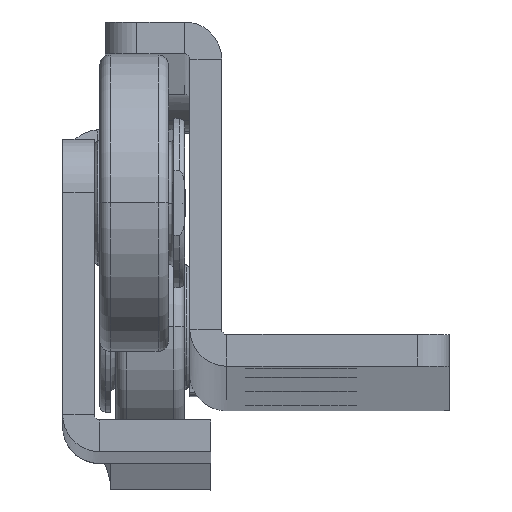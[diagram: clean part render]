
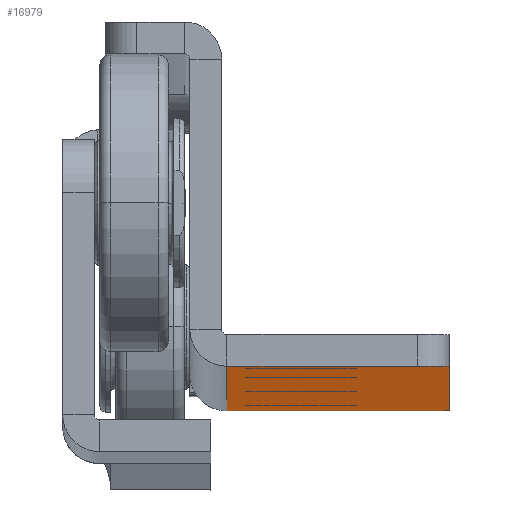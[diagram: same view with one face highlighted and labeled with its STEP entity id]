
A CAD part, top view. The second image highlights one B-rep face of the part: STEP entity #16979.
In plain terms, the highlighted face is planar.
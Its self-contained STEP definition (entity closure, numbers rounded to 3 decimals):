
#381 = DIRECTION ( 'NONE',  ( 0., 1., 0. ) ) ;
#562 = DIRECTION ( 'NONE',  ( -1., 0., 0. ) ) ;
#2693 = VERTEX_POINT ( 'NONE', #3761 ) ;
#3383 = DIRECTION ( 'NONE',  ( -1., 0., 0. ) ) ;
#3523 = EDGE_CURVE ( 'NONE', #27919, #18426, #15313, .T. ) ;
#3761 = CARTESIAN_POINT ( 'NONE',  ( 5.25, -9.5, 494. ) ) ;
#3811 = CARTESIAN_POINT ( 'NONE',  ( 5.25, -9.5, 622. ) ) ;
#3953 = VERTEX_POINT ( 'NONE', #42209 ) ;
#4311 = CARTESIAN_POINT ( 'NONE',  ( 24.486, -9.5, 647.314 ) ) ;
#4391 = DIRECTION ( 'NONE',  ( 0., -1., 0. ) ) ;
#5062 = ORIENTED_EDGE ( 'NONE', *, *, #20608, .T. ) ;
#5239 = VECTOR ( 'NONE', #34057, 1000. ) ;
#5244 = CARTESIAN_POINT ( 'NONE',  ( 10.5, -9.5, 110. ) ) ;
#5483 = ORIENTED_EDGE ( 'NONE', *, *, #52624, .T. ) ;
#6197 = CARTESIAN_POINT ( 'NONE',  ( 24.5, -9.5, 30. ) ) ;
#6663 = VERTEX_POINT ( 'NONE', #4311 ) ;
#7438 = CARTESIAN_POINT ( 'NONE',  ( 5.25, -9.5, 110. ) ) ;
#7550 = CARTESIAN_POINT ( 'NONE',  ( 24.5, -9.5, 647.182 ) ) ;
#8386 = VERTEX_POINT ( 'NONE', #9400 ) ;
#9348 = DIRECTION ( 'NONE',  ( -0.105, 0., 0.995 ) ) ;
#9400 = CARTESIAN_POINT ( 'NONE',  ( 15.75, -9.5, 494. ) ) ;
#9477 = DIRECTION ( 'NONE',  ( -1., 0., 0. ) ) ;
#9698 = DIRECTION ( 'NONE',  ( 0., 1., 0. ) ) ;
#10041 = EDGE_CURVE ( 'NONE', #12573, #22411, #48775, .T. ) ;
#11375 = ORIENTED_EDGE ( 'NONE', *, *, #10041, .T. ) ;
#12573 = VERTEX_POINT ( 'NONE', #7438 ) ;
#13884 = CARTESIAN_POINT ( 'NONE',  ( 19.702, -9.5, 30. ) ) ;
#13896 = DIRECTION ( 'NONE',  ( 0., 0., -1. ) ) ;
#13995 = CARTESIAN_POINT ( 'NONE',  ( 3.5, -9.5, 30. ) ) ;
#14154 = FACE_BOUND ( 'NONE', #44975, .T. ) ;
#14562 = AXIS2_PLACEMENT_3D ( 'NONE', #38498, #24743, #562 ) ;
#14605 = EDGE_CURVE ( 'NONE', #15615, #36332, #35392, .T. ) ;
#14882 = DIRECTION ( 'NONE',  ( 0., 1., 0. ) ) ;
#15313 = CIRCLE ( 'NONE', #44195, 5.25 ) ;
#15615 = VERTEX_POINT ( 'NONE', #13884 ) ;
#15789 = CARTESIAN_POINT ( 'NONE',  ( 21.502, -9.5, 650. ) ) ;
#16085 = DIRECTION ( 'NONE',  ( 0., 1., 0. ) ) ;
#16095 = EDGE_CURVE ( 'NONE', #8386, #2693, #29363, .T. ) ;
#16979 = ADVANCED_FACE ( 'NONE', ( #30509, #43471, #18316, #14154, #39873 ), #22767, .F. ) ;
#17400 = EDGE_LOOP ( 'NONE', ( #51188, #53923, #51141, #24866, #5483, #47869, #28221 ) ) ;
#17481 = ORIENTED_EDGE ( 'NONE', *, *, #49581, .T. ) ;
#18237 = EDGE_CURVE ( 'NONE', #18426, #27919, #41911, .T. ) ;
#18316 = FACE_BOUND ( 'NONE', #29327, .T. ) ;
#18426 = VERTEX_POINT ( 'NONE', #32623 ) ;
#18569 = DIRECTION ( 'NONE',  ( 0., 1., 0. ) ) ;
#18730 = LINE ( 'NONE', #6197, #53491 ) ;
#18759 = DIRECTION ( 'NONE',  ( -1., 0., 0. ) ) ;
#20608 = EDGE_CURVE ( 'NONE', #22411, #12573, #46027, .T. ) ;
#20904 = CARTESIAN_POINT ( 'NONE',  ( 5.25, -9.5, 302. ) ) ;
#20982 = EDGE_CURVE ( 'NONE', #46600, #36332, #21084, .T. ) ;
#21006 = EDGE_CURVE ( 'NONE', #3953, #37224, #29641, .T. ) ;
#21084 = LINE ( 'NONE', #42600, #5239 ) ;
#21356 = CARTESIAN_POINT ( 'NONE',  ( 24.5, -9.5, 650. ) ) ;
#21378 = AXIS2_PLACEMENT_3D ( 'NONE', #53720, #35750, #23069 ) ;
#21676 = DIRECTION ( 'NONE',  ( 0., 0., 1. ) ) ;
#22411 = VERTEX_POINT ( 'NONE', #40185 ) ;
#22767 = PLANE ( 'NONE',  #38249 ) ;
#22788 = DIRECTION ( 'NONE',  ( -1., 0., 0. ) ) ;
#23069 = DIRECTION ( 'NONE',  ( 0., 0., 1. ) ) ;
#23194 = DIRECTION ( 'NONE',  ( 1., 0., 0. ) ) ;
#23266 = CARTESIAN_POINT ( 'NONE',  ( 24.5, -9.5, 33.594 ) ) ;
#23938 = VECTOR ( 'NONE', #9348, 1000. ) ;
#24251 = EDGE_LOOP ( 'NONE', ( #43563, #30633 ) ) ;
#24743 = DIRECTION ( 'NONE',  ( 0., 1., 0. ) ) ;
#24866 = ORIENTED_EDGE ( 'NONE', *, *, #20982, .F. ) ;
#25272 = DIRECTION ( 'NONE',  ( 1., 0., 0. ) ) ;
#25367 = CARTESIAN_POINT ( 'NONE',  ( 10.5, -9.5, 622. ) ) ;
#25880 = AXIS2_PLACEMENT_3D ( 'NONE', #32034, #31483, #18759 ) ;
#26994 = DIRECTION ( 'NONE',  ( 0., 1., 0. ) ) ;
#27690 = DIRECTION ( 'NONE',  ( -1., 0., 0. ) ) ;
#27919 = VERTEX_POINT ( 'NONE', #20904 ) ;
#28221 = ORIENTED_EDGE ( 'NONE', *, *, #21006, .F. ) ;
#28991 = CIRCLE ( 'NONE', #33346, 5.25 ) ;
#29037 = ORIENTED_EDGE ( 'NONE', *, *, #3523, .T. ) ;
#29327 = EDGE_LOOP ( 'NONE', ( #33307, #29037 ) ) ;
#29363 = CIRCLE ( 'NONE', #36362, 5.25 ) ;
#29641 = LINE ( 'NONE', #21356, #52154 ) ;
#30065 = VERTEX_POINT ( 'NONE', #3811 ) ;
#30509 = FACE_BOUND ( 'NONE', #24251, .T. ) ;
#30633 = ORIENTED_EDGE ( 'NONE', *, *, #46573, .T. ) ;
#31081 = CIRCLE ( 'NONE', #51376, 5.25 ) ;
#31483 = DIRECTION ( 'NONE',  ( 0., 1., 0. ) ) ;
#31678 = LINE ( 'NONE', #36353, #38628 ) ;
#31881 = AXIS2_PLACEMENT_3D ( 'NONE', #5244, #9698, #42942 ) ;
#31964 = EDGE_CURVE ( 'NONE', #6663, #37224, #45153, .T. ) ;
#32034 = CARTESIAN_POINT ( 'NONE',  ( 10.5, -9.5, 110. ) ) ;
#32623 = CARTESIAN_POINT ( 'NONE',  ( 15.75, -9.5, 302. ) ) ;
#33065 = DIRECTION ( 'NONE',  ( 0., 1., 0. ) ) ;
#33307 = ORIENTED_EDGE ( 'NONE', *, *, #18237, .T. ) ;
#33346 = AXIS2_PLACEMENT_3D ( 'NONE', #53974, #16085, #53704 ) ;
#33529 = EDGE_LOOP ( 'NONE', ( #49449, #17481 ) ) ;
#34057 = DIRECTION ( 'NONE',  ( 0., 0., -1. ) ) ;
#34953 = VERTEX_POINT ( 'NONE', #52946 ) ;
#35392 = CIRCLE ( 'NONE', #42460, 5. ) ;
#35750 = DIRECTION ( 'NONE',  ( 0., -1., 0. ) ) ;
#36332 = VERTEX_POINT ( 'NONE', #23266 ) ;
#36353 = CARTESIAN_POINT ( 'NONE',  ( 3.5, -9.5, 650. ) ) ;
#36362 = AXIS2_PLACEMENT_3D ( 'NONE', #43668, #14882, #27690 ) ;
#37224 = VERTEX_POINT ( 'NONE', #15789 ) ;
#38249 = AXIS2_PLACEMENT_3D ( 'NONE', #47356, #18569, #13896 ) ;
#38498 = CARTESIAN_POINT ( 'NONE',  ( 10.5, -9.5, 302. ) ) ;
#38628 = VECTOR ( 'NONE', #53798, 1000. ) ;
#39016 = CIRCLE ( 'NONE', #49601, 5.25 ) ;
#39200 = EDGE_CURVE ( 'NONE', #51143, #3953, #31678, .T. ) ;
#39386 = CARTESIAN_POINT ( 'NONE',  ( 10.5, -9.5, 622. ) ) ;
#39873 = FACE_OUTER_BOUND ( 'NONE', #17400, .T. ) ;
#40185 = CARTESIAN_POINT ( 'NONE',  ( 15.75, -9.5, 110. ) ) ;
#41911 = CIRCLE ( 'NONE', #14562, 5.25 ) ;
#42209 = CARTESIAN_POINT ( 'NONE',  ( 3.5, -9.5, 650. ) ) ;
#42460 = AXIS2_PLACEMENT_3D ( 'NONE', #47590, #4391, #21676 ) ;
#42600 = CARTESIAN_POINT ( 'NONE',  ( 24.5, -9.5, 650. ) ) ;
#42942 = DIRECTION ( 'NONE',  ( -1., 0., 0. ) ) ;
#43471 = FACE_BOUND ( 'NONE', #33529, .T. ) ;
#43563 = ORIENTED_EDGE ( 'NONE', *, *, #46746, .T. ) ;
#43668 = CARTESIAN_POINT ( 'NONE',  ( 10.5, -9.5, 494. ) ) ;
#44195 = AXIS2_PLACEMENT_3D ( 'NONE', #48724, #26994, #22788 ) ;
#44975 = EDGE_LOOP ( 'NONE', ( #5062, #11375 ) ) ;
#45153 = CIRCLE ( 'NONE', #21378, 3. ) ;
#46027 = CIRCLE ( 'NONE', #31881, 5.25 ) ;
#46573 = EDGE_CURVE ( 'NONE', #30065, #34953, #31081, .T. ) ;
#46600 = VERTEX_POINT ( 'NONE', #7550 ) ;
#46746 = EDGE_CURVE ( 'NONE', #34953, #30065, #39016, .T. ) ;
#47288 = LINE ( 'NONE', #51162, #23938 ) ;
#47356 = CARTESIAN_POINT ( 'NONE',  ( 24.5, -9.5, 650. ) ) ;
#47590 = CARTESIAN_POINT ( 'NONE',  ( 19.702, -9.5, 35. ) ) ;
#47869 = ORIENTED_EDGE ( 'NONE', *, *, #31964, .T. ) ;
#48724 = CARTESIAN_POINT ( 'NONE',  ( 10.5, -9.5, 302. ) ) ;
#48775 = CIRCLE ( 'NONE', #25880, 5.25 ) ;
#48860 = EDGE_CURVE ( 'NONE', #51143, #15615, #18730, .T. ) ;
#49449 = ORIENTED_EDGE ( 'NONE', *, *, #16095, .T. ) ;
#49581 = EDGE_CURVE ( 'NONE', #2693, #8386, #28991, .T. ) ;
#49601 = AXIS2_PLACEMENT_3D ( 'NONE', #39386, #381, #9477 ) ;
#51141 = ORIENTED_EDGE ( 'NONE', *, *, #14605, .T. ) ;
#51143 = VERTEX_POINT ( 'NONE', #13995 ) ;
#51162 = CARTESIAN_POINT ( 'NONE',  ( 24.486, -9.5, 647.314 ) ) ;
#51188 = ORIENTED_EDGE ( 'NONE', *, *, #39200, .F. ) ;
#51376 = AXIS2_PLACEMENT_3D ( 'NONE', #25367, #33065, #3383 ) ;
#52154 = VECTOR ( 'NONE', #25272, 1000. ) ;
#52624 = EDGE_CURVE ( 'NONE', #46600, #6663, #47288, .T. ) ;
#52946 = CARTESIAN_POINT ( 'NONE',  ( 15.75, -9.5, 622. ) ) ;
#53491 = VECTOR ( 'NONE', #23194, 1000. ) ;
#53704 = DIRECTION ( 'NONE',  ( -1., 0., 0. ) ) ;
#53720 = CARTESIAN_POINT ( 'NONE',  ( 21.502, -9.5, 647. ) ) ;
#53798 = DIRECTION ( 'NONE',  ( 0., 0., 1. ) ) ;
#53923 = ORIENTED_EDGE ( 'NONE', *, *, #48860, .T. ) ;
#53974 = CARTESIAN_POINT ( 'NONE',  ( 10.5, -9.5, 494. ) ) ;
